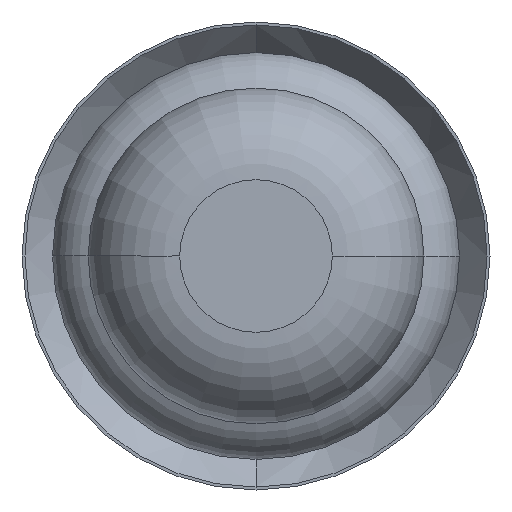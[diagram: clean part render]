
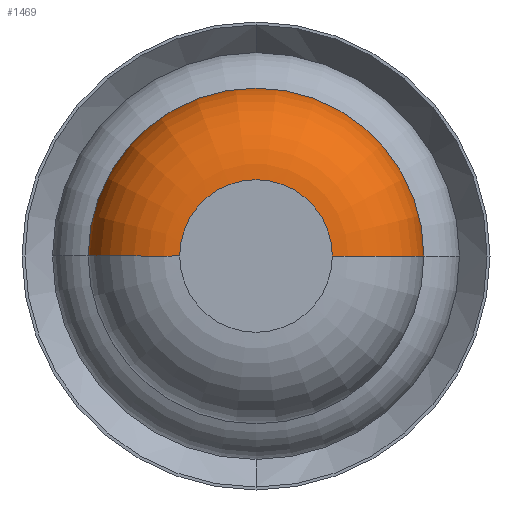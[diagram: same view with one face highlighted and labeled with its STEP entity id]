
A CAD part, front view. The second image highlights one B-rep face of the part: STEP entity #1469.
In plain terms, the highlighted toroidal (fillet/blend) face has major radius 0.375 mm and minor radius 0.45 mm.
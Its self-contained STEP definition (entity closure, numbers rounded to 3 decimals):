
#205 = DIRECTION ( 'NONE',  ( 0., -1., 0. ) ) ;
#353 = VERTEX_POINT ( 'NONE', #5896 ) ;
#788 = ORIENTED_EDGE ( 'NONE', *, *, #4463, .F. ) ;
#813 = DIRECTION ( 'NONE',  ( 0., -1., 0. ) ) ;
#829 = CARTESIAN_POINT ( 'NONE',  ( 0., -32., 0. ) ) ;
#889 = ORIENTED_EDGE ( 'NONE', *, *, #2700, .T. ) ;
#957 = DIRECTION ( 'NONE',  ( 0., 0., -1. ) ) ;
#1023 = AXIS2_PLACEMENT_3D ( 'NONE', #1613, #5711, #4150 ) ;
#1241 = CIRCLE ( 'NONE', #2327, 0.375 ) ;
#1280 = VERTEX_POINT ( 'NONE', #1922 ) ;
#1461 = CARTESIAN_POINT ( 'NONE',  ( -0.375, -31.55, 0. ) ) ;
#1469 = ADVANCED_FACE ( 'Defeature ausgef�hrt1_8', ( #3385 ), #2185, .T. ) ;
#1613 = CARTESIAN_POINT ( 'NONE',  ( 0., -31.55, 0. ) ) ;
#1922 = CARTESIAN_POINT ( 'NONE',  ( 0.825, -31.55, 0. ) ) ;
#1959 = CIRCLE ( 'NONE', #5996, 0.45 ) ;
#2056 = ORIENTED_EDGE ( 'NONE', *, *, #5165, .T. ) ;
#2148 = CARTESIAN_POINT ( 'NONE',  ( 0., -31.55, 0. ) ) ;
#2185 = TOROIDAL_SURFACE ( 'NONE', #1023, 0.375, 0.45 ) ;
#2302 = CIRCLE ( 'NONE', #5682, 0.825 ) ;
#2327 = AXIS2_PLACEMENT_3D ( 'NONE', #829, #813, #4304 ) ;
#2676 = EDGE_LOOP ( 'NONE', ( #889, #2056, #788, #2764 ) ) ;
#2700 = EDGE_CURVE ( 'Defeature ausgef�hrt1_8+Defeature ausgef�hrt1_9+Defeature ausgef�hrt1_9+Defeature ausgef�hrt1_9', #1280, #353, #2302, .T. ) ;
#2764 = ORIENTED_EDGE ( 'NONE', *, *, #3458, .F. ) ;
#2846 = VERTEX_POINT ( 'NONE', #3878 ) ;
#3385 = FACE_OUTER_BOUND ( 'NONE', #2676, .T. ) ;
#3458 = EDGE_CURVE ( 'NONE', #1280, #4212, #4240, .T. ) ;
#3878 = CARTESIAN_POINT ( 'NONE',  ( -0.375, -32., 0. ) ) ;
#3927 = DIRECTION ( 'NONE',  ( 1., 0., 0. ) ) ;
#3981 = CARTESIAN_POINT ( 'NONE',  ( 0.375, -31.55, 0. ) ) ;
#4150 = DIRECTION ( 'NONE',  ( 1., 0., 0. ) ) ;
#4212 = VERTEX_POINT ( 'NONE', #4317 ) ;
#4240 = CIRCLE ( 'NONE', #4987, 0.45 ) ;
#4304 = DIRECTION ( 'NONE',  ( 1., 0., 0. ) ) ;
#4317 = CARTESIAN_POINT ( 'NONE',  ( 0.375, -32., 0. ) ) ;
#4447 = DIRECTION ( 'NONE',  ( -1., 0., 0. ) ) ;
#4463 = EDGE_CURVE ( 'Defeature ausgef�hrt1_7+Defeature ausgef�hrt1_8+Defeature ausgef�hrt1_8+Defeature ausgef�hrt1_8', #4212, #2846, #1241, .T. ) ;
#4856 = DIRECTION ( 'NONE',  ( 0., 0., 1. ) ) ;
#4987 = AXIS2_PLACEMENT_3D ( 'NONE', #3981, #957, #4447 ) ;
#5165 = EDGE_CURVE ( 'NONE', #353, #2846, #1959, .T. ) ;
#5603 = DIRECTION ( 'NONE',  ( 1., 0., 0. ) ) ;
#5682 = AXIS2_PLACEMENT_3D ( 'NONE', #2148, #205, #5603 ) ;
#5711 = DIRECTION ( 'NONE',  ( 0., -1., 0. ) ) ;
#5896 = CARTESIAN_POINT ( 'NONE',  ( -0.825, -31.55, 0. ) ) ;
#5996 = AXIS2_PLACEMENT_3D ( 'NONE', #1461, #4856, #3927 ) ;
